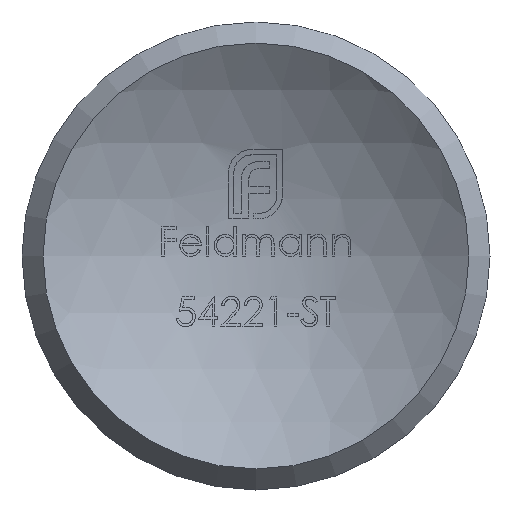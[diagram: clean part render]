
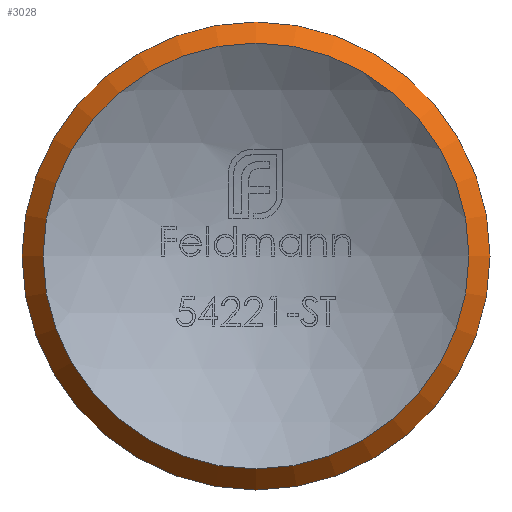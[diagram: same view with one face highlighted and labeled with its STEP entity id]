
A CAD part, front view. The second image highlights one B-rep face of the part: STEP entity #3028.
In plain terms, the highlighted conical face has half-angle 39.713 degrees and reference radius 9.692 mm.
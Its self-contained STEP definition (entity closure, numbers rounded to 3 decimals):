
#175 = DIRECTION ( 'NONE',  ( 0., -1., 0. ) ) ;
#642 = ORIENTED_EDGE ( 'NONE', *, *, #7619, .F. ) ;
#692 = AXIS2_PLACEMENT_3D ( 'NONE', #7288, #3592, #4504 ) ;
#1391 = FACE_OUTER_BOUND ( 'NONE', #5211, .T. ) ;
#1733 = EDGE_LOOP ( 'NONE', ( #642 ) ) ;
#2414 = ORIENTED_EDGE ( 'NONE', *, *, #4044, .T. ) ;
#2930 = FACE_BOUND ( 'NONE', #1733, .T. ) ;
#3028 = ADVANCED_FACE ( 'NONE', ( #1391, #2930 ), #4208, .T. ) ;
#3592 = DIRECTION ( 'NONE',  ( 0., 1., 0. ) ) ;
#4044 = EDGE_CURVE ( 'NONE', #4365, #4365, #10189, .T. ) ;
#4054 = DIRECTION ( 'NONE',  ( 1., 0., 0. ) ) ;
#4208 = CONICAL_SURFACE ( 'NONE', #692, 9.692, 0.693 ) ;
#4365 = VERTEX_POINT ( 'NONE', #11639 ) ;
#4504 = DIRECTION ( 'NONE',  ( -1., 0., 0. ) ) ;
#5122 = CIRCLE ( 'NONE', #6074, 9.692 ) ;
#5211 = EDGE_LOOP ( 'NONE', ( #2414 ) ) ;
#5589 = CARTESIAN_POINT ( 'NONE',  ( 0., 1.154, 0. ) ) ;
#6074 = AXIS2_PLACEMENT_3D ( 'NONE', #10397, #10358, #4054 ) ;
#6491 = DIRECTION ( 'NONE',  ( 1., 0., 0. ) ) ;
#7288 = CARTESIAN_POINT ( 'NONE',  ( 0., 0., 0. ) ) ;
#7619 = EDGE_CURVE ( 'NONE', #9513, #9513, #5122, .T. ) ;
#8275 = AXIS2_PLACEMENT_3D ( 'NONE', #5589, #175, #6491 ) ;
#8891 = CARTESIAN_POINT ( 'NONE',  ( 9.692, 0., 0. ) ) ;
#9513 = VERTEX_POINT ( 'NONE', #8891 ) ;
#10189 = CIRCLE ( 'NONE', #8275, 10.65 ) ;
#10358 = DIRECTION ( 'NONE',  ( 0., -1., 0. ) ) ;
#10397 = CARTESIAN_POINT ( 'NONE',  ( 0., 0., 0. ) ) ;
#11639 = CARTESIAN_POINT ( 'NONE',  ( 10.65, 1.154, 0. ) ) ;
